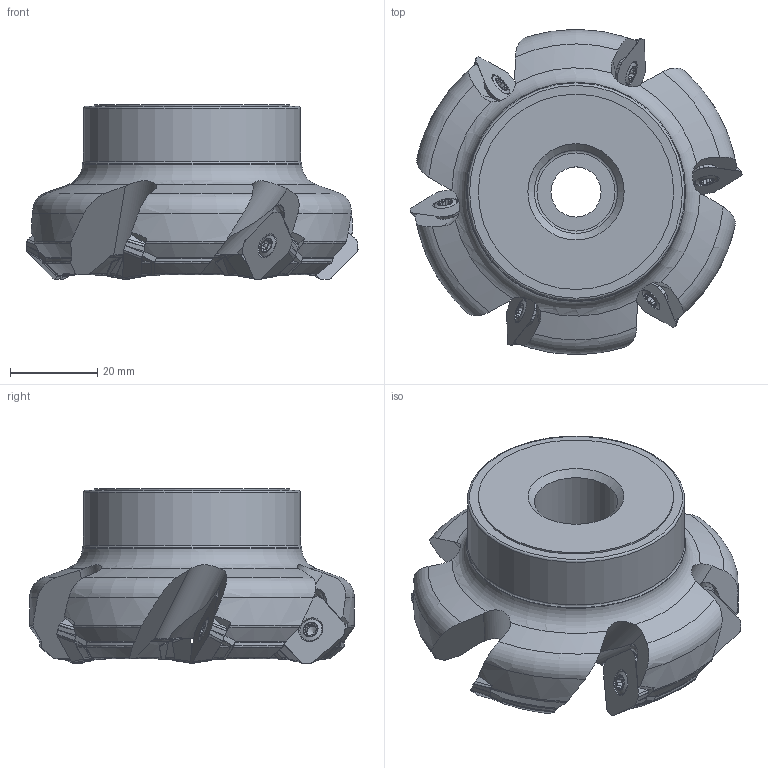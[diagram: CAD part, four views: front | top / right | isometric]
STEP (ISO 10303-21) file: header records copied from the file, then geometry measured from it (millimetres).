
FILE_DESCRIPTION(/* description */ (''),/* implementation_level */ '2;1');
FILE_NAME(/* name */ 'toolassembly_1.stp',/* time_stamp */ '2019-05-02T16:49:04+02:00',/* author */ (''),/* organization */ ('SMS'),/* preprocessor_version */ 'ST-DEVELOPER v15',/* originating_system */ 'SIEMENS PLM Software NX 8.5',/* authorisation */ '');
FILE_SCHEMA (('AUTOMOTIVE_DESIGN { 1 0 10303 214 3 1 1 1 }'));
Length unit declared in the file: millimetre
Products named in the file (4): CUT_20190502164751; NOCUT_20190502164712; ASSEMBLY_CONSTRUCTION; TOOLASSEMBLY_1
Assembly tree (8 placements, depth 2):
  TOOLASSEMBLY_1
    ASSEMBLY_CONSTRUCTION
    NOCUT_20190502164712
    CUT_20190502164751  x6
Bounding box: 76.09 x 74.5 x 40.01 mm (x, y, z)
Volume: 82969.5 mm3; surface area: 20064.6 mm2
Topology: 7 solids, 7 shells, 880 faces, 2664 edges, 1840 vertices
Faces by surface type: plane 335, extrusion 222, cone 111, cylinder 97, torus 91, sphere 24
Full cylindrical faces by diameter (mm): 3.5 x6, 4.1 x6, 5.25 x6, 11.5 x1, 17.15 x1, 19.061 x1, 19.5 x1, 44.785 x1, 49.785 x1, 50.285 x1
Entity records: 27455 total; most frequent: CARTESIAN_POINT 10545, ORIENTED_EDGE 3648, DIRECTION 3245, EDGE_CURVE 1824, AXIS2_PLACEMENT_3D 1294, VERTEX_POINT 1234, EDGE_LOOP 754, ADVANCED_FACE 675
